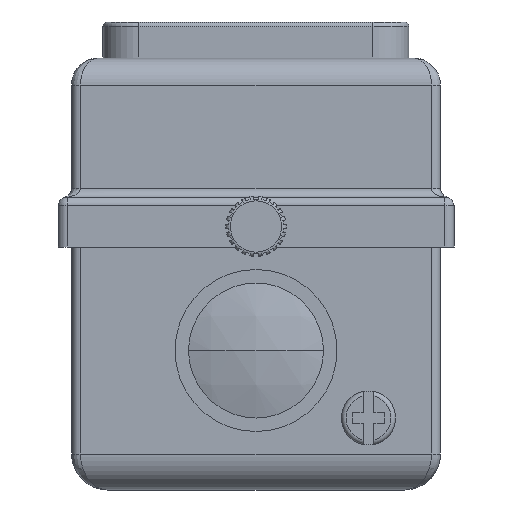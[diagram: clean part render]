
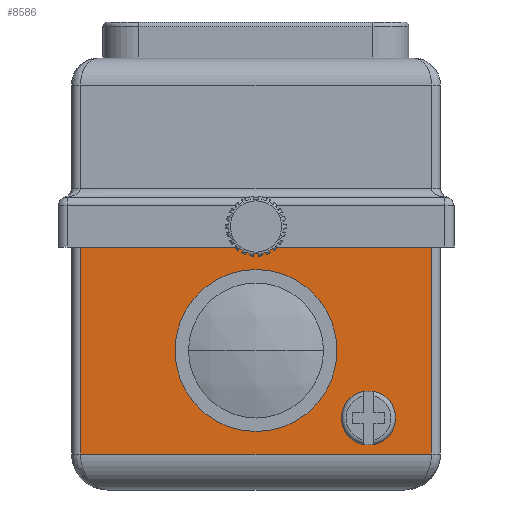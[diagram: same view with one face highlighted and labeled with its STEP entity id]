
A CAD part, front view. The second image highlights one B-rep face of the part: STEP entity #8586.
In plain terms, the highlighted planar face has unit normal (0, -1, 0).
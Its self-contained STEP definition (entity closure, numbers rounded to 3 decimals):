
#66 = PLANE ( 'NONE',  #9014 ) ;
#166 = EDGE_CURVE ( 'NONE', #9930, #8656, #9062, .T. ) ;
#218 = EDGE_CURVE ( 'NONE', #2553, #4455, #9317, .T. ) ;
#308 = CARTESIAN_POINT ( 'NONE',  ( 0., -39.5, -17.5 ) ) ;
#529 = CARTESIAN_POINT ( 'NONE',  ( 20.5, -39.5, 3. ) ) ;
#615 = VECTOR ( 'NONE', #1369, 1000. ) ;
#649 = CARTESIAN_POINT ( 'NONE',  ( 19.5, -39.5, 3. ) ) ;
#784 = DIRECTION ( 'NONE',  ( 0., -1., 0. ) ) ;
#925 = DIRECTION ( 'NONE',  ( 0., -1., 0. ) ) ;
#1166 = CARTESIAN_POINT ( 'NONE',  ( -19.5, -39.5, -20. ) ) ;
#1222 = ORIENTED_EDGE ( 'NONE', *, *, #2487, .F. ) ;
#1369 = DIRECTION ( 'NONE',  ( -1., 0., 0. ) ) ;
#1547 = DIRECTION ( 'NONE',  ( 0., -1., 0. ) ) ;
#1567 = EDGE_CURVE ( 'NONE', #8656, #9930, #7109, .T. ) ;
#1896 = DIRECTION ( 'NONE',  ( 0., 0., -1. ) ) ;
#2155 = FACE_BOUND ( 'NONE', #5255, .T. ) ;
#2348 = ORIENTED_EDGE ( 'NONE', *, *, #8926, .T. ) ;
#2385 = AXIS2_PLACEMENT_3D ( 'NONE', #4984, #784, #7391 ) ;
#2396 = CARTESIAN_POINT ( 'NONE',  ( 0., -39.5, -8.5 ) ) ;
#2397 = FACE_BOUND ( 'NONE', #8892, .T. ) ;
#2479 = DIRECTION ( 'NONE',  ( 1., 0., 0. ) ) ;
#2487 = EDGE_CURVE ( 'NONE', #4455, #2553, #10182, .T. ) ;
#2532 = VERTEX_POINT ( 'NONE', #7570 ) ;
#2553 = VERTEX_POINT ( 'NONE', #8264 ) ;
#3074 = ORIENTED_EDGE ( 'NONE', *, *, #8851, .T. ) ;
#3626 = EDGE_LOOP ( 'NONE', ( #3957, #2348, #3074, #6047 ) ) ;
#3915 = DIRECTION ( 'NONE',  ( 0., -1., 0. ) ) ;
#3957 = ORIENTED_EDGE ( 'NONE', *, *, #6094, .T. ) ;
#4309 = VECTOR ( 'NONE', #2479, 1000. ) ;
#4455 = VERTEX_POINT ( 'NONE', #308 ) ;
#4472 = VERTEX_POINT ( 'NONE', #1166 ) ;
#4650 = VERTEX_POINT ( 'NONE', #9024 ) ;
#4984 = CARTESIAN_POINT ( 'NONE',  ( 12.5, -39.5, -16. ) ) ;
#5069 = AXIS2_PLACEMENT_3D ( 'NONE', #6724, #925, #8370 ) ;
#5084 = VECTOR ( 'NONE', #9588, 1000. ) ;
#5088 = EDGE_CURVE ( 'NONE', #2532, #4650, #5780, .T. ) ;
#5255 = EDGE_LOOP ( 'NONE', ( #5674, #5919 ) ) ;
#5674 = ORIENTED_EDGE ( 'NONE', *, *, #166, .F. ) ;
#5767 = CARTESIAN_POINT ( 'NONE',  ( 19.5, -39.5, -20. ) ) ;
#5780 = LINE ( 'NONE', #529, #615 ) ;
#5878 = VECTOR ( 'NONE', #8204, 1000. ) ;
#5919 = ORIENTED_EDGE ( 'NONE', *, *, #1567, .F. ) ;
#6047 = ORIENTED_EDGE ( 'NONE', *, *, #5088, .T. ) ;
#6094 = EDGE_CURVE ( 'NONE', #4650, #4472, #6139, .T. ) ;
#6136 = LINE ( 'NONE', #649, #5878 ) ;
#6139 = LINE ( 'NONE', #7283, #5084 ) ;
#6187 = AXIS2_PLACEMENT_3D ( 'NONE', #8870, #3915, #7865 ) ;
#6444 = DIRECTION ( 'NONE',  ( 0., 0., -1. ) ) ;
#6724 = CARTESIAN_POINT ( 'NONE',  ( 0., -39.5, -8.5 ) ) ;
#6743 = CARTESIAN_POINT ( 'NONE',  ( 20.5, -39.5, 3. ) ) ;
#7109 = CIRCLE ( 'NONE', #2385, 3. ) ;
#7144 = AXIS2_PLACEMENT_3D ( 'NONE', #2396, #1547, #6444 ) ;
#7283 = CARTESIAN_POINT ( 'NONE',  ( -19.5, -39.5, 3. ) ) ;
#7391 = DIRECTION ( 'NONE',  ( 0., 0., -1. ) ) ;
#7515 = CARTESIAN_POINT ( 'NONE',  ( 19.5, -39.5, -20. ) ) ;
#7570 = CARTESIAN_POINT ( 'NONE',  ( 19.5, -39.5, 3. ) ) ;
#7698 = DIRECTION ( 'NONE',  ( 0., -1., 0. ) ) ;
#7865 = DIRECTION ( 'NONE',  ( 0., 0., -1. ) ) ;
#8204 = DIRECTION ( 'NONE',  ( 0., 0., 1. ) ) ;
#8264 = CARTESIAN_POINT ( 'NONE',  ( 0., -39.5, 0.5 ) ) ;
#8370 = DIRECTION ( 'NONE',  ( 0., 0., -1. ) ) ;
#8461 = CARTESIAN_POINT ( 'NONE',  ( 12.5, -39.5, -19. ) ) ;
#8586 = ADVANCED_FACE ( 'NONE', ( #2155, #2397, #8604 ), #66, .T. ) ;
#8604 = FACE_OUTER_BOUND ( 'NONE', #3626, .T. ) ;
#8656 = VERTEX_POINT ( 'NONE', #8461 ) ;
#8851 = EDGE_CURVE ( 'NONE', #9809, #2532, #6136, .T. ) ;
#8870 = CARTESIAN_POINT ( 'NONE',  ( 12.5, -39.5, -16. ) ) ;
#8892 = EDGE_LOOP ( 'NONE', ( #9563, #1222 ) ) ;
#8926 = EDGE_CURVE ( 'NONE', #4472, #9809, #8981, .T. ) ;
#8981 = LINE ( 'NONE', #5767, #4309 ) ;
#9014 = AXIS2_PLACEMENT_3D ( 'NONE', #6743, #7698, #1896 ) ;
#9024 = CARTESIAN_POINT ( 'NONE',  ( -19.5, -39.5, 3. ) ) ;
#9062 = CIRCLE ( 'NONE', #6187, 3. ) ;
#9317 = CIRCLE ( 'NONE', #7144, 9. ) ;
#9563 = ORIENTED_EDGE ( 'NONE', *, *, #218, .F. ) ;
#9588 = DIRECTION ( 'NONE',  ( 0., 0., -1. ) ) ;
#9809 = VERTEX_POINT ( 'NONE', #7515 ) ;
#9930 = VERTEX_POINT ( 'NONE', #10403 ) ;
#10182 = CIRCLE ( 'NONE', #5069, 9. ) ;
#10403 = CARTESIAN_POINT ( 'NONE',  ( 12.5, -39.5, -13. ) ) ;
